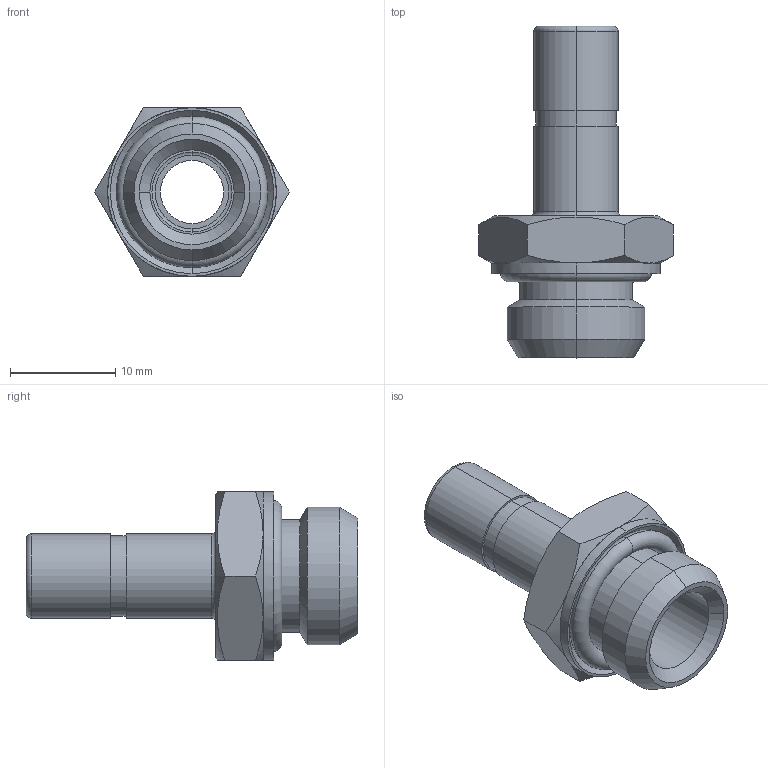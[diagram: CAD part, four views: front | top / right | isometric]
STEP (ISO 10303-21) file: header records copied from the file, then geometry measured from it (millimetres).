
FILE_DESCRIPTION (( 'STEP AP214' ), '1' );
FILE_NAME ('6060000010A.STEP', '2015-07-06T15:20:57', ( '' ), ( '' ), 'SwSTEP 2.0', 'SolidWorks 2015', '' );
FILE_SCHEMA (( 'AUTOMOTIVE_DESIGN' ));
Length unit declared in the file: millimetre
Products named in the file (1): 6060000010A
Bounding box: 18.48 x 31.5 x 16 mm (x, y, z)
Surface area: 2326.3 mm2 (no closed solid volume)
Topology: 0 solids, 3 shells, 62 faces, 140 edges, 84 vertices
Faces by surface type: plane 18, cylinder 16, cone 16, torus 12
Entity records: 2535 total; most frequent: CARTESIAN_POINT 423, DIRECTION 322, ORIENTED_EDGE 272, EDGE_CURVE 140, AXIS2_PLACEMENT_3D 139, VERTEX_POINT 84, CIRCLE 76, EDGE_LOOP 68
